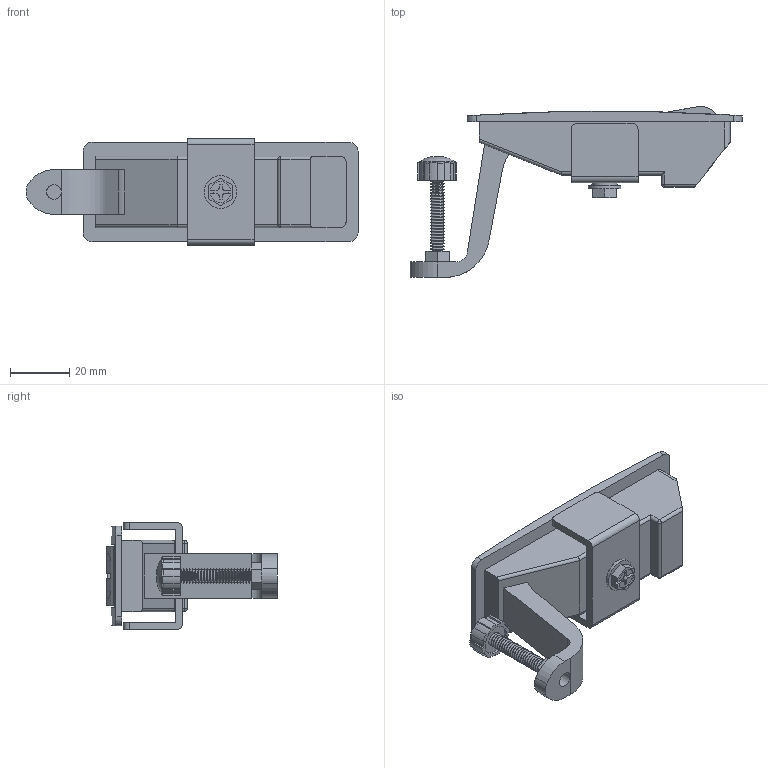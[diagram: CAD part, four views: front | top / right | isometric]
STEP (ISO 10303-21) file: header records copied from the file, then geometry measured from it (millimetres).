
FILE_DESCRIPTION( ( 'STEP AP214' ), '1' );
FILE_NAME( 'SK1-059-1B.stp', '2024-01-16T06:19:26', ( 'License CC BY-ND 4.0' ), ( 'CADENAS' ), ' ', 'PARTsolutions', ' ' );
FILE_SCHEMA( ( 'AUTOMOTIVE_DESIGN { 1 0 10303 214 1 1 1 1 }' ) );
Length unit declared in the file: millimetre
Products named in the file (5): SK1-059-1B; _SK1-059-1w_3; _SK1-059-1w_4; _SK1-059-1w_11; _SK1-059-1w_122
Assembly tree (4 placements, depth 2):
  SK1-059-1B
    _SK1-059-1w_3
    _SK1-059-1w_4
    _SK1-059-1w_11
    _SK1-059-1w_122
Bounding box: 111.76 x 57.52 x 36 mm (x, y, z)
Volume: 52217.1 mm3; surface area: 22071.3 mm2
Topology: 4 solids, 4 shells, 302 faces, 813 edges, 527 vertices
Faces by surface type: plane 114, cylinder 111, cone 73, sphere 2, torus 1, bspline 1
Full cylindrical faces by diameter (mm): 4.5 x1, 5 x14, 8.5 x1, 9.258 x1, 10.196 x1, 11 x1, 15 x1, 15.5 x1
Entity records: 12324 total; most frequent: CARTESIAN_POINT 3110, DIRECTION 1423, ORIENTED_EDGE 1266, EDGE_CURVE 633, AXIS2_PLACEMENT_3D 556, VERTEX_POINT 447, EDGE_LOOP 418, FACE_OUTER_BOUND 324
